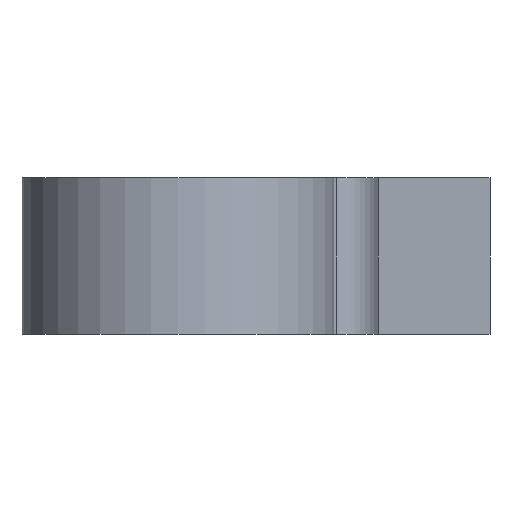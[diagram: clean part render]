
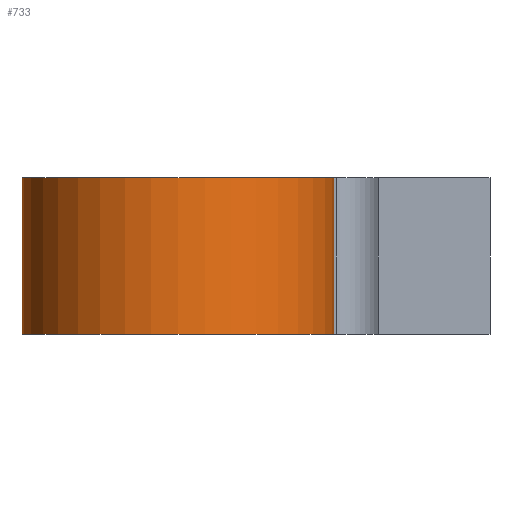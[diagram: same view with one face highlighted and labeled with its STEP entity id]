
A CAD part, front view. The second image highlights one B-rep face of the part: STEP entity #733.
In plain terms, the highlighted cylindrical face has radius 15 mm (diameter 30 mm), a partial arc.
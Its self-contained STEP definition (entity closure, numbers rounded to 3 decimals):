
#84=FACE_OUTER_BOUND('',#129,.T.);
#129=EDGE_LOOP('',(#633,#634,#635,#636));
#155=CIRCLE('',#790,15.);
#168=CIRCLE('',#818,15.);
#233=LINE('',#1238,#303);
#235=LINE('',#1243,#305);
#303=VECTOR('',#1019,10.);
#305=VECTOR('',#1025,10.);
#359=VERTEX_POINT('',#1180);
#360=VERTEX_POINT('',#1182);
#375=VERTEX_POINT('',#1237);
#376=VERTEX_POINT('',#1241);
#445=EDGE_CURVE('',#359,#360,#155,.T.);
#471=EDGE_CURVE('',#375,#360,#233,.T.);
#473=EDGE_CURVE('',#375,#376,#168,.T.);
#474=EDGE_CURVE('',#376,#359,#235,.T.);
#633=ORIENTED_EDGE('',*,*,#473,.F.);
#634=ORIENTED_EDGE('',*,*,#471,.T.);
#635=ORIENTED_EDGE('',*,*,#445,.F.);
#636=ORIENTED_EDGE('',*,*,#474,.F.);
#698=CYLINDRICAL_SURFACE('',#817,15.);
#733=ADVANCED_FACE('',(#84),#698,.T.);
#790=AXIS2_PLACEMENT_3D('',#1183,#952,#953);
#817=AXIS2_PLACEMENT_3D('',#1240,#1021,#1022);
#818=AXIS2_PLACEMENT_3D('',#1242,#1023,#1024);
#952=DIRECTION('center_axis',(0.,0.,1.));
#953=DIRECTION('ref_axis',(1.,0.,0.));
#1019=DIRECTION('',(0.,0.,1.));
#1021=DIRECTION('center_axis',(0.,0.,1.));
#1022=DIRECTION('ref_axis',(1.,0.,0.));
#1023=DIRECTION('center_axis',(0.,0.,-1.));
#1024=DIRECTION('ref_axis',(1.,0.,0.));
#1025=DIRECTION('',(0.,0.,1.));
#1180=CARTESIAN_POINT('',(-37.5,7.5,-113.161));
#1182=CARTESIAN_POINT('',(-7.5,7.5,-113.161));
#1183=CARTESIAN_POINT('Origin',(-22.5,7.5,-113.161));
#1237=CARTESIAN_POINT('',(-7.5,7.5,-128.161));
#1238=CARTESIAN_POINT('',(-7.5,7.5,-128.161));
#1240=CARTESIAN_POINT('Origin',(-22.5,7.5,-128.161));
#1241=CARTESIAN_POINT('',(-37.5,7.5,-128.161));
#1242=CARTESIAN_POINT('Origin',(-22.5,7.5,-128.161));
#1243=CARTESIAN_POINT('',(-37.5,7.5,-128.161));
